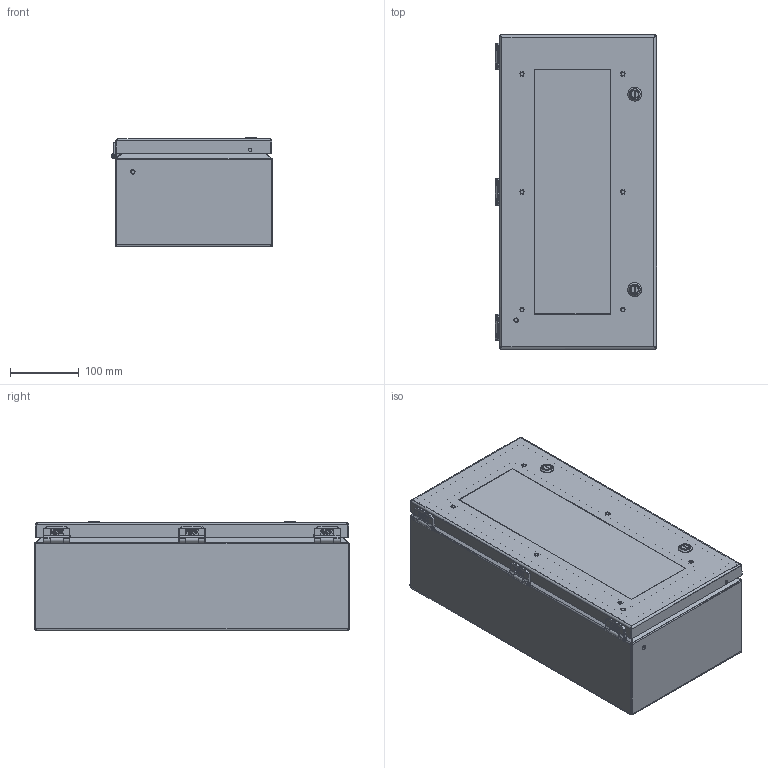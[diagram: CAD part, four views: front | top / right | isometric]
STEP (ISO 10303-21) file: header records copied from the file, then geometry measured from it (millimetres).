
FILE_DESCRIPTION (( 'STEP AP203' ), '1' );
FILE_NAME ('SCE-L9186ELJW.step', '2021-02-09T22:24:27', ( 'ADC123' ), ( 'Microsoft' ), 'SwSTEP 2.0', 'SolidWorks 2019', '' );
FILE_SCHEMA (( 'CONFIG_CONTROL_DESIGN' ));
Products named in the file (1): SCE-L9186ELJW
Bounding box: 234.18 x 457.3 x 159.92 mm (x, y, z)
Surface area: 1169371.7 mm2 (no closed solid volume)
Topology: 0 solids, 73 shells, 3592 faces, 9194 edges, 5558 vertices
Faces by surface type: plane 1524, bspline 996, cylinder 931, cone 129, torus 12
Full cylindrical faces by diameter (mm): 2.743 x3, 3.439 x3, 3.505 x12, 3.81 x3, 3.962 x9, 4.013 x9, 4.064 x3, 4.166 x3, 4.318 x3, 4.42 x6, 4.763 x2, 4.775 x8, 4.826 x8, 4.902 x2, 5.08 x2, 5.385 x6, 5.41 x6, 5.537 x2, 5.842 x3, 6.058 x2, 6.35 x10, 6.463 x2, 6.502 x2, 6.604 x3, 6.655 x6, 6.756 x3, 6.824 x2, 7.112 x6, 7.137 x6, 7.167 x2
Entity records: 182264 total; most frequent: CARTESIAN_POINT 108634, ORIENTED_EDGE 16583, DIRECTION 11930, EDGE_CURVE 8590, VERTEX_POINT 5469, AXIS2_PLACEMENT_3D 4239, EDGE_LOOP 4092, FACE_OUTER_BOUND 3798
